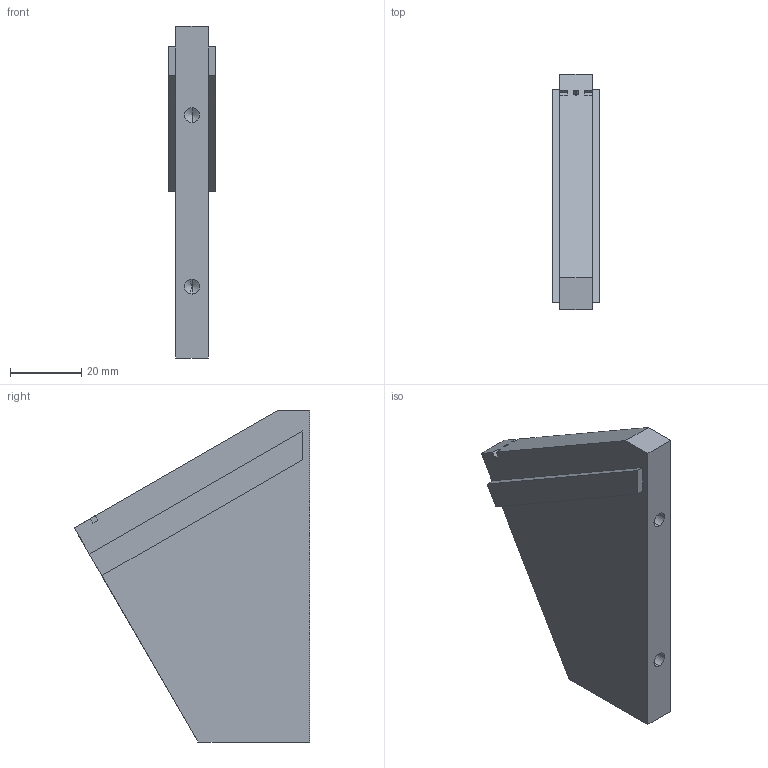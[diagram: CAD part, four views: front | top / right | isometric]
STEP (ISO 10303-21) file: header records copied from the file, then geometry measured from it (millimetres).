
FILE_DESCRIPTION (( 'STEP AP214' ), '1' );
FILE_NAME ('êîðïóñ.STEP', '2022-09-19T08:00:29', ( '' ), ( '' ), 'SwSTEP 2.0', 'SolidWorks 2021', '' );
FILE_SCHEMA (( 'AUTOMOTIVE_DESIGN' ));
Length unit declared in the file: millimetre
Products named in the file (1): 膰豵鵨
Bounding box: 13 x 65.98 x 93 mm (x, y, z)
Volume: 36080.7 mm3; surface area: 13046.7 mm2
Topology: 1 solids, 1 shells, 42 faces, 109 edges, 66 vertices
Faces by surface type: plane 24, cylinder 10, cone 8
Entity records: 1269 total; most frequent: CARTESIAN_POINT 210, DIRECTION 207, ORIENTED_EDGE 202, EDGE_CURVE 101, LINE 81, VECTOR 81, VERTEX_POINT 66, AXIS2_PLACEMENT_3D 63
